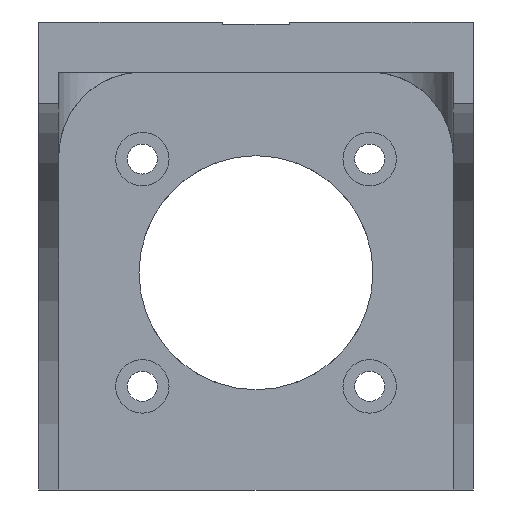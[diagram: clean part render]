
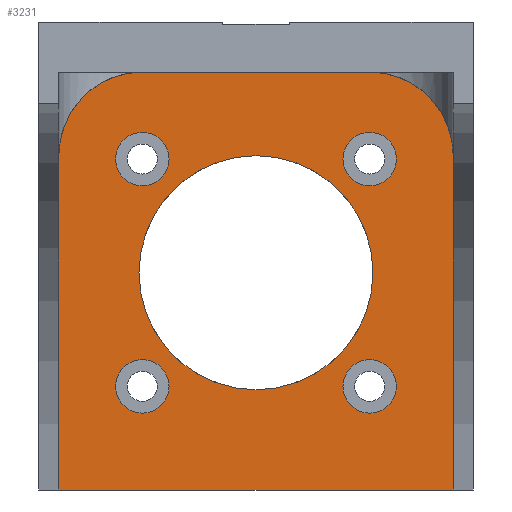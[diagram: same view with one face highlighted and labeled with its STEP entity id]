
A CAD part, front view. The second image highlights one B-rep face of the part: STEP entity #3231.
In plain terms, the highlighted planar face has unit normal (0, -1, 0).
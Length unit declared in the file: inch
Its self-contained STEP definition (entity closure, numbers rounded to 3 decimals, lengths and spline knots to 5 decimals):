
#89 = CARTESIAN_POINT ( 'NONE',  ( -0.53172, 0.9503, -0.47725 ) ) ;
#197 = CARTESIAN_POINT ( 'NONE',  ( -1.20101, 0.9503, -1.993 ) ) ;
#198 = DIRECTION ( 'NONE',  ( 0., 0., -1. ) ) ;
#199 = DIRECTION ( 'NONE',  ( 0., -1., 0. ) ) ;
#200 = CARTESIAN_POINT ( 'NONE',  ( -1.20101, 0.9503, -1.83552 ) ) ;
#201 = AXIS2_PLACEMENT_3D ( 'NONE', #200, #199, #198 ) ;
#202 = CIRCLE ( 'NONE', #201, 0.15748 ) ;
#203 = CARTESIAN_POINT ( 'NONE',  ( 0.13757, 0.9503, -1.993 ) ) ;
#204 = DIRECTION ( 'NONE',  ( 0., 0., -1. ) ) ;
#205 = DIRECTION ( 'NONE',  ( 0., -1., 0. ) ) ;
#206 = CARTESIAN_POINT ( 'NONE',  ( 0.13757, 0.9503, -1.83552 ) ) ;
#207 = AXIS2_PLACEMENT_3D ( 'NONE', #206, #205, #204 ) ;
#208 = CIRCLE ( 'NONE', #207, 0.15748 ) ;
#209 = CARTESIAN_POINT ( 'NONE',  ( 0.13757, 0.9503, -1.67804 ) ) ;
#241 = CARTESIAN_POINT ( 'NONE',  ( 0.13757, 0.9503, -0.65442 ) ) ;
#242 = DIRECTION ( 'NONE',  ( 0., 0., -1. ) ) ;
#243 = DIRECTION ( 'NONE',  ( 0., -1., 0. ) ) ;
#244 = CARTESIAN_POINT ( 'NONE',  ( 0.13757, 0.9503, -0.49694 ) ) ;
#245 = AXIS2_PLACEMENT_3D ( 'NONE', #244, #243, #242 ) ;
#246 = CIRCLE ( 'NONE', #245, 0.15748 ) ;
#247 = CARTESIAN_POINT ( 'NONE',  ( 0.13757, 0.9503, -0.33946 ) ) ;
#350 = CARTESIAN_POINT ( 'NONE',  ( -0.53172, 0.9503, -1.8552 ) ) ;
#351 = DIRECTION ( 'NONE',  ( 0., 0., 1. ) ) ;
#352 = DIRECTION ( 'NONE',  ( 0., 1., 0. ) ) ;
#353 = AXIS2_PLACEMENT_3D ( 'NONE', #359, #352, #351 ) ;
#354 = CIRCLE ( 'NONE', #353, 0.68898 ) ;
#359 = CARTESIAN_POINT ( 'NONE',  ( -0.53172, 0.9503, -1.16623 ) ) ;
#627 = CARTESIAN_POINT ( 'NONE',  ( 0.13757, 0.9503, 0.01487 ) ) ;
#628 = DIRECTION ( 'NONE',  ( -1., 0., 0. ) ) ;
#629 = VECTOR ( 'NONE', #628, 39.37008 ) ;
#630 = CARTESIAN_POINT ( 'NONE',  ( -1.81125, 0.9503, 0.01487 ) ) ;
#631 = LINE ( 'NONE', #630, #629 ) ;
#632 = CARTESIAN_POINT ( 'NONE',  ( -1.20101, 0.9503, 0.01487 ) ) ;
#1194 = CIRCLE ( 'NONE', #1253, 0.15748 ) ;
#1195 = DIRECTION ( 'NONE',  ( 0., 0., 1. ) ) ;
#1196 = DIRECTION ( 'NONE',  ( 0., 1., 0. ) ) ;
#1197 = CARTESIAN_POINT ( 'NONE',  ( -0.53172, 0.9503, -1.16623 ) ) ;
#1198 = AXIS2_PLACEMENT_3D ( 'NONE', #1197, #1196, #1195 ) ;
#1199 = CIRCLE ( 'NONE', #1198, 0.68898 ) ;
#1245 = DIRECTION ( 'NONE',  ( 0., 0., -1. ) ) ;
#1246 = DIRECTION ( 'NONE',  ( 0., -1., 0. ) ) ;
#1247 = CARTESIAN_POINT ( 'NONE',  ( -1.20101, 0.9503, -0.49694 ) ) ;
#1248 = AXIS2_PLACEMENT_3D ( 'NONE', #1247, #1246, #1245 ) ;
#1249 = CIRCLE ( 'NONE', #1248, 0.15748 ) ;
#1250 = DIRECTION ( 'NONE',  ( 0., 0., -1. ) ) ;
#1251 = DIRECTION ( 'NONE',  ( 0., -1., 0. ) ) ;
#1252 = CARTESIAN_POINT ( 'NONE',  ( 0.13757, 0.9503, -1.83552 ) ) ;
#1253 = AXIS2_PLACEMENT_3D ( 'NONE', #1252, #1251, #1250 ) ;
#1268 = FACE_OUTER_BOUND ( 'NONE', #3277, .T. ) ;
#1269 = FACE_BOUND ( 'NONE', #3220, .T. ) ;
#1270 = FACE_BOUND ( 'NONE', #3216, .T. ) ;
#1271 = FACE_BOUND ( 'NONE', #3212, .T. ) ;
#1272 = FACE_BOUND ( 'NONE', #3288, .T. ) ;
#1273 = FACE_BOUND ( 'NONE', #3232, .T. ) ;
#1274 = DIRECTION ( 'NONE',  ( 0., 0., -1. ) ) ;
#1275 = DIRECTION ( 'NONE',  ( 0., -1., 0. ) ) ;
#1276 = AXIS2_PLACEMENT_3D ( 'NONE', #1283, #1275, #1274 ) ;
#1277 = CIRCLE ( 'NONE', #1276, 0.15748 ) ;
#1283 = CARTESIAN_POINT ( 'NONE',  ( 0.13757, 0.9503, -0.49694 ) ) ;
#1307 = DIRECTION ( 'NONE',  ( 0., 0., -1. ) ) ;
#1308 = DIRECTION ( 'NONE',  ( 0., -1., 0. ) ) ;
#1309 = CARTESIAN_POINT ( 'NONE',  ( -1.81125, 0.9503, -2.44576 ) ) ;
#1310 = AXIS2_PLACEMENT_3D ( 'NONE', #1309, #1308, #1307 ) ;
#1311 = PLANE ( 'NONE',  #1310 ) ;
#1380 = DIRECTION ( 'NONE',  ( 0., 0., -1. ) ) ;
#1381 = DIRECTION ( 'NONE',  ( 0., 1., 0. ) ) ;
#1382 = CARTESIAN_POINT ( 'NONE',  ( 0.13757, 0.9503, -0.47725 ) ) ;
#1383 = AXIS2_PLACEMENT_3D ( 'NONE', #1382, #1381, #1380 ) ;
#1384 = CIRCLE ( 'NONE', #1383, 0.49213 ) ;
#1386 = CARTESIAN_POINT ( 'NONE',  ( 0.6297, 0.9503, -0.47725 ) ) ;
#1387 = DIRECTION ( 'NONE',  ( 0., 0., -1. ) ) ;
#1388 = VECTOR ( 'NONE', #1387, 39.37008 ) ;
#1389 = CARTESIAN_POINT ( 'NONE',  ( 0.6297, 0.9503, -2.93788 ) ) ;
#1390 = LINE ( 'NONE', #1389, #1388 ) ;
#1400 = CARTESIAN_POINT ( 'NONE',  ( -1.69314, 0.9503, -0.47725 ) ) ;
#1401 = DIRECTION ( 'NONE',  ( 0., 0., -1. ) ) ;
#1402 = DIRECTION ( 'NONE',  ( 0., 1., 0. ) ) ;
#1403 = CARTESIAN_POINT ( 'NONE',  ( -1.20101, 0.9503, -0.47725 ) ) ;
#1404 = AXIS2_PLACEMENT_3D ( 'NONE', #1403, #1402, #1401 ) ;
#1405 = CIRCLE ( 'NONE', #1404, 0.49213 ) ;
#1406 = DIRECTION ( 'NONE',  ( 0., 0., -1. ) ) ;
#1407 = DIRECTION ( 'NONE',  ( 0., -1., 0. ) ) ;
#1408 = CARTESIAN_POINT ( 'NONE',  ( -1.20101, 0.9503, -1.83552 ) ) ;
#1409 = AXIS2_PLACEMENT_3D ( 'NONE', #1408, #1407, #1406 ) ;
#1410 = CIRCLE ( 'NONE', #1409, 0.15748 ) ;
#1446 = CARTESIAN_POINT ( 'NONE',  ( 0.6297, 0.9503, -2.44576 ) ) ;
#1447 = DIRECTION ( 'NONE',  ( -1., 0., 0. ) ) ;
#1448 = VECTOR ( 'NONE', #1447, 39.37008 ) ;
#1449 = CARTESIAN_POINT ( 'NONE',  ( -1.81125, 0.9503, -2.44576 ) ) ;
#1450 = LINE ( 'NONE', #1449, #1448 ) ;
#1451 = CARTESIAN_POINT ( 'NONE',  ( -1.69314, 0.9503, -2.44576 ) ) ;
#1452 = DIRECTION ( 'NONE',  ( 0., 0., 1. ) ) ;
#1453 = VECTOR ( 'NONE', #1452, 39.37008 ) ;
#1454 = CARTESIAN_POINT ( 'NONE',  ( -1.69314, 0.9503, -0.47725 ) ) ;
#1455 = LINE ( 'NONE', #1454, #1453 ) ;
#2730 = EDGE_CURVE ( 'NONE', #2732, #2734, #3726, .T. ) ;
#2732 = VERTEX_POINT ( 'NONE', #3721 ) ;
#2734 = VERTEX_POINT ( 'NONE', #3720 ) ;
#2789 = VERTEX_POINT ( 'NONE', #3908 ) ;
#2837 = VERTEX_POINT ( 'NONE', #89 ) ;
#2873 = VERTEX_POINT ( 'NONE', #209 ) ;
#2875 = EDGE_CURVE ( 'NONE', #2873, #2876, #208, .T. ) ;
#2876 = VERTEX_POINT ( 'NONE', #203 ) ;
#2877 = EDGE_CURVE ( 'NONE', #2789, #2878, #202, .T. ) ;
#2878 = VERTEX_POINT ( 'NONE', #197 ) ;
#2889 = VERTEX_POINT ( 'NONE', #247 ) ;
#2891 = EDGE_CURVE ( 'NONE', #2889, #2892, #246, .T. ) ;
#2892 = VERTEX_POINT ( 'NONE', #241 ) ;
#2920 = EDGE_CURVE ( 'NONE', #2921, #2837, #354, .T. ) ;
#2921 = VERTEX_POINT ( 'NONE', #350 ) ;
#3008 = VERTEX_POINT ( 'NONE', #632 ) ;
#3010 = EDGE_CURVE ( 'NONE', #3011, #3008, #631, .T. ) ;
#3011 = VERTEX_POINT ( 'NONE', #627 ) ;
#3209 = ORIENTED_EDGE ( 'NONE', *, *, #3210, .T. ) ;
#3210 = EDGE_CURVE ( 'NONE', #2837, #2921, #1199, .T. ) ;
#3211 = ORIENTED_EDGE ( 'NONE', *, *, #2920, .T. ) ;
#3212 = EDGE_LOOP ( 'NONE', ( #3213, #3215 ) ) ;
#3213 = ORIENTED_EDGE ( 'NONE', *, *, #3214, .F. ) ;
#3214 = EDGE_CURVE ( 'NONE', #2876, #2873, #1194, .T. ) ;
#3215 = ORIENTED_EDGE ( 'NONE', *, *, #2875, .F. ) ;
#3216 = EDGE_LOOP ( 'NONE', ( #3217, #3219 ) ) ;
#3217 = ORIENTED_EDGE ( 'NONE', *, *, #3218, .F. ) ;
#3218 = EDGE_CURVE ( 'NONE', #2734, #2732, #1249, .T. ) ;
#3219 = ORIENTED_EDGE ( 'NONE', *, *, #2730, .F. ) ;
#3220 = EDGE_LOOP ( 'NONE', ( #3221, #3276 ) ) ;
#3221 = ORIENTED_EDGE ( 'NONE', *, *, #3275, .F. ) ;
#3230 = EDGE_CURVE ( 'NONE', #2892, #2889, #1277, .T. ) ;
#3231 = ADVANCED_FACE ( 'NONE', ( #1273, #1272, #1271, #1270, #1269, #1268 ), #1311, .T. ) ;
#3232 = EDGE_LOOP ( 'NONE', ( #3233, #3234 ) ) ;
#3233 = ORIENTED_EDGE ( 'NONE', *, *, #3230, .F. ) ;
#3234 = ORIENTED_EDGE ( 'NONE', *, *, #2891, .F. ) ;
#3262 = ORIENTED_EDGE ( 'NONE', *, *, #3263, .F. ) ;
#3263 = EDGE_CURVE ( 'NONE', #3264, #3287, #1390, .T. ) ;
#3264 = VERTEX_POINT ( 'NONE', #1386 ) ;
#3265 = ORIENTED_EDGE ( 'NONE', *, *, #3266, .F. ) ;
#3266 = EDGE_CURVE ( 'NONE', #3011, #3264, #1384, .T. ) ;
#3275 = EDGE_CURVE ( 'NONE', #2878, #2789, #1410, .T. ) ;
#3276 = ORIENTED_EDGE ( 'NONE', *, *, #2877, .F. ) ;
#3277 = EDGE_LOOP ( 'NONE', ( #3278, #3279, #3282, #3285, #3262, #3265 ) ) ;
#3278 = ORIENTED_EDGE ( 'NONE', *, *, #3010, .T. ) ;
#3279 = ORIENTED_EDGE ( 'NONE', *, *, #3280, .F. ) ;
#3280 = EDGE_CURVE ( 'NONE', #3281, #3008, #1405, .T. ) ;
#3281 = VERTEX_POINT ( 'NONE', #1400 ) ;
#3282 = ORIENTED_EDGE ( 'NONE', *, *, #3283, .F. ) ;
#3283 = EDGE_CURVE ( 'NONE', #3284, #3281, #1455, .T. ) ;
#3284 = VERTEX_POINT ( 'NONE', #1451 ) ;
#3285 = ORIENTED_EDGE ( 'NONE', *, *, #3286, .F. ) ;
#3286 = EDGE_CURVE ( 'NONE', #3287, #3284, #1450, .T. ) ;
#3287 = VERTEX_POINT ( 'NONE', #1446 ) ;
#3288 = EDGE_LOOP ( 'NONE', ( #3209, #3211 ) ) ;
#3720 = CARTESIAN_POINT ( 'NONE',  ( -1.20101, 0.9503, -0.65442 ) ) ;
#3721 = CARTESIAN_POINT ( 'NONE',  ( -1.20101, 0.9503, -0.33946 ) ) ;
#3722 = DIRECTION ( 'NONE',  ( 0., 0., -1. ) ) ;
#3723 = DIRECTION ( 'NONE',  ( 0., -1., 0. ) ) ;
#3724 = CARTESIAN_POINT ( 'NONE',  ( -1.20101, 0.9503, -0.49694 ) ) ;
#3725 = AXIS2_PLACEMENT_3D ( 'NONE', #3724, #3723, #3722 ) ;
#3726 = CIRCLE ( 'NONE', #3725, 0.15748 ) ;
#3908 = CARTESIAN_POINT ( 'NONE',  ( -1.20101, 0.9503, -1.67804 ) ) ;
